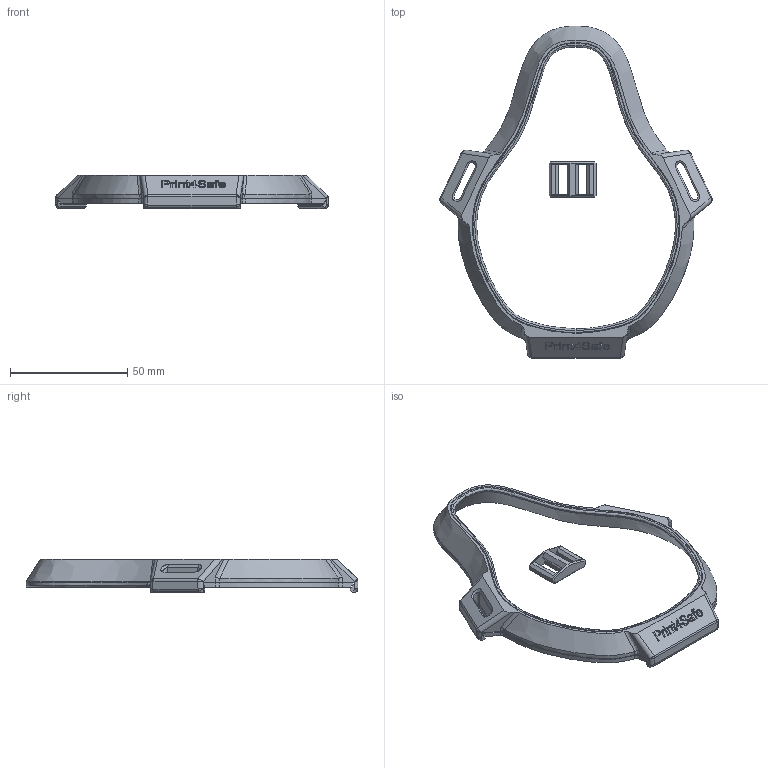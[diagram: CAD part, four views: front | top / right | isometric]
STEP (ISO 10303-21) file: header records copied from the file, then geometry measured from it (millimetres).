
FILE_DESCRIPTION(/* description */ (''),/* implementation_level */ '2;1');
FILE_NAME(/* name */ 'mask_flat_base.step',/* time_stamp */ '2020-03-22T23:27:09+01:00',/* author */ (''),/* organization */ (''),/* preprocessor_version */ 'ST-DEVELOPER v18',/* originating_system */ 'Autodesk Translation Framework v8.12.0.6',/* authorisation */ '');
FILE_SCHEMA (('AUTOMOTIVE_DESIGN { 1 0 10303 214 3 1 1 }'));
Length unit declared in the file: millimetre
Products named in the file (1): mask_flat
Bounding box: 116.09 x 141.4 x 14.1 mm (x, y, z)
Volume: 18799.4 mm3; surface area: 24013.4 mm2
Topology: 3 solids, 3 shells, 469 faces, 1266 edges, 800 vertices
Faces by surface type: bspline 224, plane 211, cylinder 34
Entity records: 22161 total; most frequent: CARTESIAN_POINT 11908, ORIENTED_EDGE 2496, DIRECTION 1432, EDGE_CURVE 1248, VERTEX_POINT 798, LINE 692, VECTOR 692, EDGE_LOOP 498
